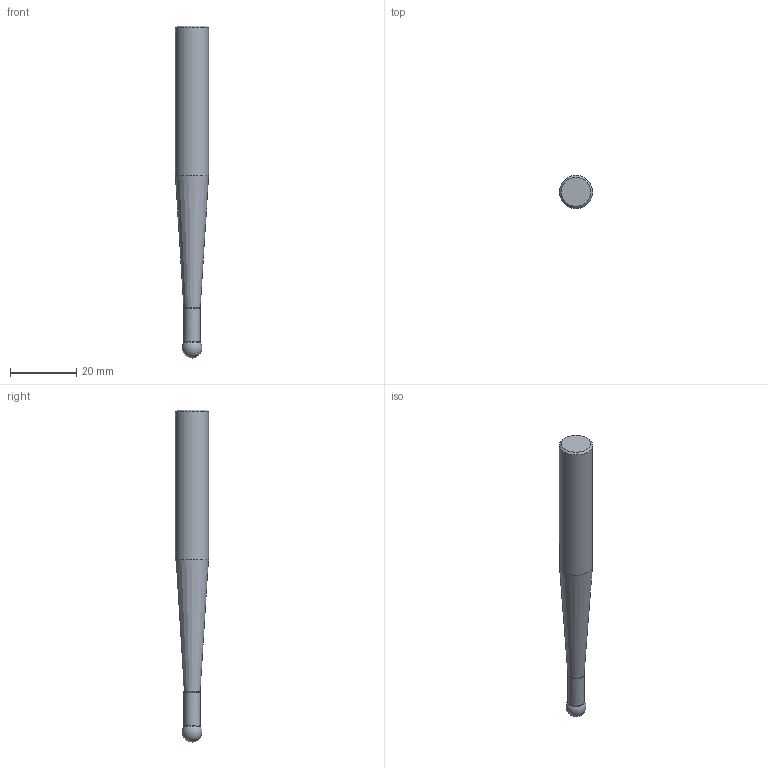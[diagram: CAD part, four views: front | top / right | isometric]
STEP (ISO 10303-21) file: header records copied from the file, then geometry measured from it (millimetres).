
FILE_DESCRIPTION(/* description */ (''),/* implementation_level */ '2;1');
FILE_NAME(/* name */ 'TOOL.STP',/* time_stamp */ '2024-08-27T13:17:33+02:00',/* author */ (''),/* organization */ ('SMS'),/* preprocessor_version */ 'ST-DEVELOPER v16.7',/* originating_system */ 'SIEMENS PLM Software NX 12.0',/* authorisation */ '');
FILE_SCHEMA (('AUTOMOTIVE_DESIGN { 1 0 10303 214 3 1 1 1 }'));
Length unit declared in the file: millimetre
Products named in the file (1): Tool
Bounding box: 10 x 10 x 100 mm (x, y, z)
Volume: 5636.6 mm3; surface area: 2704.9 mm2
Topology: 2 solids, 2 shells, 10 faces, 20 edges, 16 vertices
Faces by surface type: cylinder 3, plane 3, cone 2, torus 1, sphere 1
Full cylindrical faces by diameter (mm): 4.915 x2, 10 x1
Entity records: 315 total; most frequent: CARTESIAN_POINT 84, DIRECTION 40, AXIS2_PLACEMENT_3D 20, EDGE_LOOP 16, ORIENTED_EDGE 16, FACE_BOUND 14, ADVANCED_FACE 10, VERTEX_POINT 9
